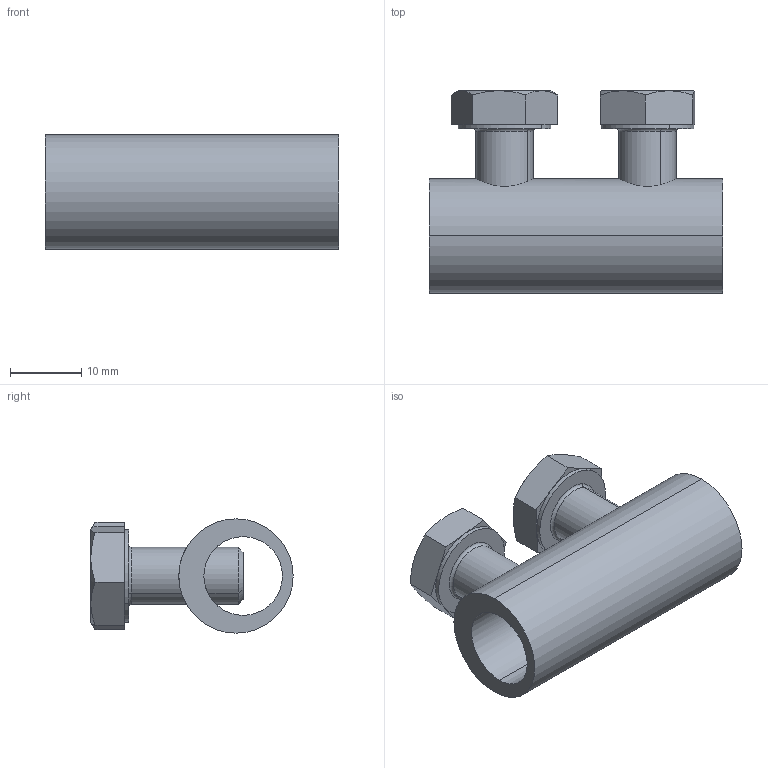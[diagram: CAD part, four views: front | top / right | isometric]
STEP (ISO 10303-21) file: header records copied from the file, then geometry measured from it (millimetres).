
FILE_DESCRIPTION (( 'STEP AP203' ), '1' );
FILE_NAME ('0201 栴碭賝鍷 (噊豂籦鍷) 勷槼鴈樇鳺, D11擤.STEP', '2024-02-16T07:48:02', ( '' ), ( '' ), 'SwSTEP 2.0', 'SolidWorks 2022', '' );
FILE_SCHEMA (( 'CONFIG_CONTROL_DESIGN' ));
Length unit declared in the file: millimetre
Products named in the file (5): 0201.001-02 Круг; 0201.001-01 Круг; hex screw gradeab_iso_ISO 4017 - M8 x 16-N; 0201 Сквозное (дырочное) соединение, D11мм; 0201.001 Круг
Assembly tree (5 placements, depth 2):
  0201 Сквозное (дырочное) соединение, D11мм
    0201.001 Круг
    hex screw gradeab_iso_ISO 4017 - M8 x 16-N  x2
    0201.001-01 Круг
    0201.001-02 Круг
Bounding box: 41 x 28.31 x 16 mm (x, y, z)
Volume: 15074.7 mm3; surface area: 12820.9 mm2
Topology: 5 solids, 5 shells, 88 faces, 192 edges, 116 vertices
Faces by surface type: plane 36, cylinder 32, cone 16, torus 4
Entity records: 3021 total; most frequent: CARTESIAN_POINT 1153, DIRECTION 278, ORIENTED_EDGE 264, EDGE_CURVE 132, AXIS2_PLACEMENT_3D 115, VERTEX_POINT 82, EDGE_LOOP 78, FACE_OUTER_BOUND 59
